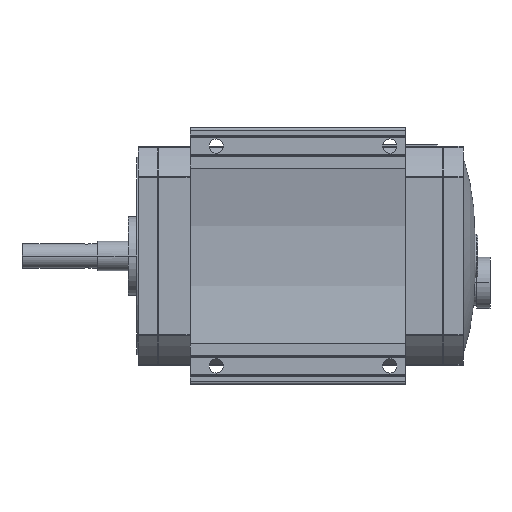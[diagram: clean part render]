
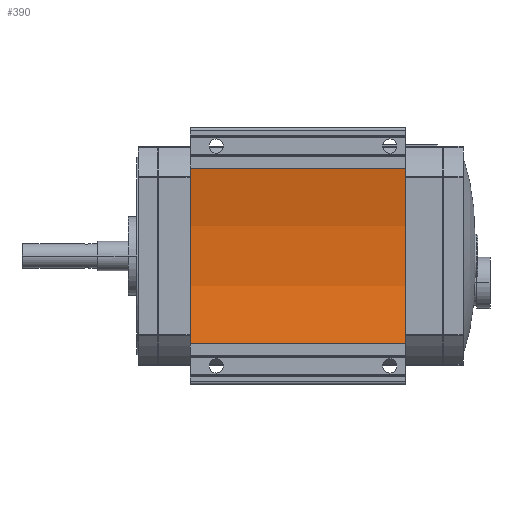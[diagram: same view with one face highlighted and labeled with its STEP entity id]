
A CAD part, front view. The second image highlights one B-rep face of the part: STEP entity #390.
In plain terms, the highlighted cylindrical face has radius 146.44 mm (diameter 292.88 mm), a partial arc.
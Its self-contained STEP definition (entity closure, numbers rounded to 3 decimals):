
#390 = ADVANCED_FACE( '', ( #1210 ), #1211, .F. );
#1210 = FACE_OUTER_BOUND( '', #2208, .T. );
#1211 = CYLINDRICAL_SURFACE( '', #2209, 146.44 );
#2208 = EDGE_LOOP( '', ( #4954, #4955, #4956, #4957 ) );
#2209 = AXIS2_PLACEMENT_3D( '', #4958, #4959, #4960 );
#4954 = ORIENTED_EDGE( '', *, *, #7136, .T. );
#4955 = ORIENTED_EDGE( '', *, *, #7137, .F. );
#4956 = ORIENTED_EDGE( '', *, *, #7138, .T. );
#4957 = ORIENTED_EDGE( '', *, *, #7134, .T. );
#4958 = CARTESIAN_POINT( '', ( 25.75, -197.946, 0. ) );
#4959 = DIRECTION( '', ( -1., 0., 0. ) );
#4960 = DIRECTION( '', ( 0., 0.969, 0.246 ) );
#7134 = EDGE_CURVE( '', #8869, #8867, #8870, .T. );
#7136 = EDGE_CURVE( '', #8867, #8872, #8873, .T. );
#7137 = EDGE_CURVE( '', #8874, #8872, #8875, .T. );
#7138 = EDGE_CURVE( '', #8874, #8869, #8876, .T. );
#8867 = VERTEX_POINT( '', #11346 );
#8869 = VERTEX_POINT( '', #11349 );
#8870 = LINE( '', #11350, #11351 );
#8872 = VERTEX_POINT( '', #11354 );
#8873 = CIRCLE( '', #11355, 146.44 );
#8874 = VERTEX_POINT( '', #11356 );
#8875 = LINE( '', #11357, #11358 );
#8876 = CIRCLE( '', #11359, 146.44 );
#11346 = CARTESIAN_POINT( '', ( 113.75, -56., -36. ) );
#11349 = CARTESIAN_POINT( '', ( 25.75, -56., -36. ) );
#11350 = CARTESIAN_POINT( '', ( 25.75, -56., -36. ) );
#11351 = VECTOR( '', #13814, 1. );
#11354 = CARTESIAN_POINT( '', ( 113.75, -56., 36. ) );
#11355 = AXIS2_PLACEMENT_3D( '', #13816, #13817, #13818 );
#11356 = CARTESIAN_POINT( '', ( 25.75, -56., 36. ) );
#11357 = CARTESIAN_POINT( '', ( 25.75, -56., 36. ) );
#11358 = VECTOR( '', #13819, 1. );
#11359 = AXIS2_PLACEMENT_3D( '', #13820, #13821, #13822 );
#13814 = DIRECTION( '', ( 1., 0., 0. ) );
#13816 = CARTESIAN_POINT( '', ( 113.75, -197.946, 0. ) );
#13817 = DIRECTION( '', ( 1., 0., 0. ) );
#13818 = DIRECTION( '', ( 0., 0.969, 0.246 ) );
#13819 = DIRECTION( '', ( 1., 0., 0. ) );
#13820 = CARTESIAN_POINT( '', ( 25.75, -197.946, 0. ) );
#13821 = DIRECTION( '', ( -1., 0., 0. ) );
#13822 = DIRECTION( '', ( 0., 0.969, 0.246 ) );
